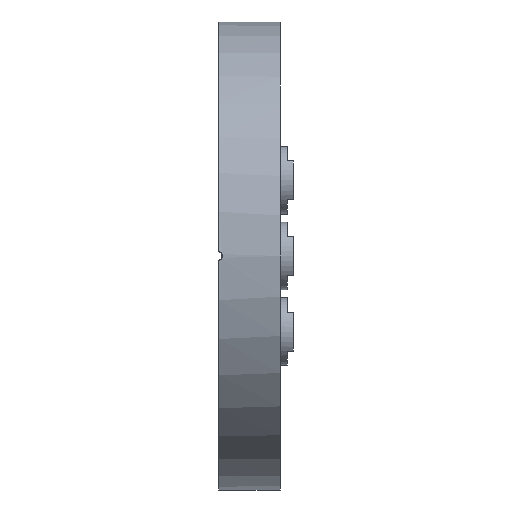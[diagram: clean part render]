
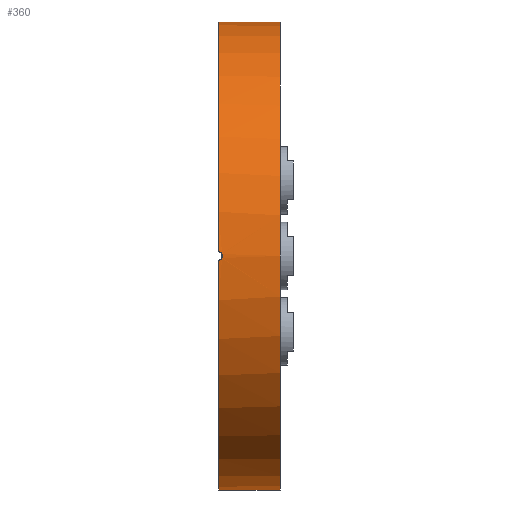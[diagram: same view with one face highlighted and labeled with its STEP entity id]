
A CAD part, left-side view. The second image highlights one B-rep face of the part: STEP entity #360.
In plain terms, the highlighted cylindrical face has radius 57.15 mm (diameter 114.3 mm), a partial arc.
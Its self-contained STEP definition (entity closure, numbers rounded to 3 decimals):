
#145 = CARTESIAN_POINT ( 'NONE',  ( -57.141, 0., 1. ) ) ;
#326 = ORIENTED_EDGE ( 'NONE', *, *, #1352, .T. ) ;
#360 = ADVANCED_FACE ( 'NONE', ( #2051 ), #3849, .T. ) ;
#447 = DIRECTION ( 'NONE',  ( 0., 1., 0. ) ) ;
#465 = CARTESIAN_POINT ( 'NONE',  ( -57.15, -1., -0.13 ) ) ;
#561 = DIRECTION ( 'NONE',  ( 0., 0., 1. ) ) ;
#674 = CARTESIAN_POINT ( 'NONE',  ( -57.143, -0.521, -0.893 ) ) ;
#1234 = VERTEX_POINT ( 'NONE', #145 ) ;
#1295 = VERTEX_POINT ( 'NONE', #9258 ) ;
#1352 = EDGE_CURVE ( 'NONE', #4619, #12148, #12149, .T. ) ;
#1600 = CARTESIAN_POINT ( 'NONE',  ( -57.148, -0.874, -0.503 ) ) ;
#2051 = FACE_OUTER_BOUND ( 'NONE', #8765, .T. ) ;
#2263 = ORIENTED_EDGE ( 'NONE', *, *, #7520, .F. ) ;
#2328 = CARTESIAN_POINT ( 'NONE',  ( -57.142, -0.262, 0.974 ) ) ;
#2487 = CARTESIAN_POINT ( 'NONE',  ( 0., -15., -57.15 ) ) ;
#2678 = CARTESIAN_POINT ( 'NONE',  ( -57.147, -0.801, -0.613 ) ) ;
#2933 = DIRECTION ( 'NONE',  ( 0., 1., 0. ) ) ;
#3232 = CARTESIAN_POINT ( 'NONE',  ( 0., -15., 0. ) ) ;
#3234 = EDGE_CURVE ( 'NONE', #9472, #12197, #12738, .T. ) ;
#3406 = CARTESIAN_POINT ( 'NONE',  ( -57.143, -0.504, 0.874 ) ) ;
#3849 = CYLINDRICAL_SURFACE ( 'NONE', #5428, 57.15 ) ;
#3919 = VECTOR ( 'NONE', #2933, 1000. ) ;
#4168 = DIRECTION ( 'NONE',  ( 0., 1., 0. ) ) ;
#4276 = CIRCLE ( 'NONE', #8723, 57.15 ) ;
#4341 = CIRCLE ( 'NONE', #11346, 57.15 ) ;
#4382 = CARTESIAN_POINT ( 'NONE',  ( 0., -15., -57.15 ) ) ;
#4619 = VERTEX_POINT ( 'NONE', #8202 ) ;
#4958 = CIRCLE ( 'NONE', #11537, 57.15 ) ;
#5148 = DIRECTION ( 'NONE',  ( 0., 0., 1. ) ) ;
#5319 = CARTESIAN_POINT ( 'NONE',  ( -57.147, -0.799, 0.615 ) ) ;
#5428 = AXIS2_PLACEMENT_3D ( 'NONE', #11083, #12016, #7885 ) ;
#5530 = CARTESIAN_POINT ( 'NONE',  ( -57.15, -1., 0.131 ) ) ;
#5597 = CARTESIAN_POINT ( 'NONE',  ( -57.141, -0.264, -1. ) ) ;
#5662 = CARTESIAN_POINT ( 'NONE',  ( 0., 0., 0. ) ) ;
#6043 = CARTESIAN_POINT ( 'NONE',  ( 0., -15., 57.15 ) ) ;
#6673 = DIRECTION ( 'NONE',  ( 0., 1., 0. ) ) ;
#7305 = CARTESIAN_POINT ( 'NONE',  ( -57.141, -0.132, 1. ) ) ;
#7520 = EDGE_CURVE ( 'NONE', #1234, #12148, #4276, .T. ) ;
#7797 = CARTESIAN_POINT ( 'NONE',  ( 0., 0., 0. ) ) ;
#7885 = DIRECTION ( 'NONE',  ( 0., 0., 1. ) ) ;
#8202 = CARTESIAN_POINT ( 'NONE',  ( 0., -15., 57.15 ) ) ;
#8220 = ORIENTED_EDGE ( 'NONE', *, *, #11460, .T. ) ;
#8636 = CARTESIAN_POINT ( 'NONE',  ( -57.15, -0.974, 0.263 ) ) ;
#8723 = AXIS2_PLACEMENT_3D ( 'NONE', #5662, #10972, #9711 ) ;
#8765 = EDGE_LOOP ( 'NONE', ( #12613, #8220, #326, #2263, #10449, #9337 ) ) ;
#8777 = CARTESIAN_POINT ( 'NONE',  ( -57.141, 0., -1. ) ) ;
#9258 = CARTESIAN_POINT ( 'NONE',  ( -57.141, 0., -1. ) ) ;
#9337 = ORIENTED_EDGE ( 'NONE', *, *, #10827, .F. ) ;
#9374 = B_SPLINE_CURVE_WITH_KNOTS ( 'NONE', 3,
 ( #12360, #7305, #2328, #3406, #11381, #5319, #11701, #8636, #5530, #465, #9715, #1600, #2678, #674, #5597, #8777 ),
 .UNSPECIFIED., .F., .F.,
 ( 4, 2, 2, 2, 2, 2, 2, 4 ),
 ( 0., 0., 0.001, 0.001, 0.002, 0.002, 0.002, 0.003 ),
 .UNSPECIFIED. ) ;
#9472 = VERTEX_POINT ( 'NONE', #2487 ) ;
#9711 = DIRECTION ( 'NONE',  ( 0., 0., 1. ) ) ;
#9715 = CARTESIAN_POINT ( 'NONE',  ( -57.15, -0.974, -0.261 ) ) ;
#9953 = EDGE_CURVE ( 'NONE', #1234, #1295, #9374, .T. ) ;
#10449 = ORIENTED_EDGE ( 'NONE', *, *, #9953, .T. ) ;
#10557 = CARTESIAN_POINT ( 'NONE',  ( 0., 0., 57.15 ) ) ;
#10827 = EDGE_CURVE ( 'NONE', #12197, #1295, #4341, .T. ) ;
#10972 = DIRECTION ( 'NONE',  ( 0., 1., 0. ) ) ;
#11083 = CARTESIAN_POINT ( 'NONE',  ( 0., -15., 0. ) ) ;
#11346 = AXIS2_PLACEMENT_3D ( 'NONE', #7797, #6673, #561 ) ;
#11381 = CARTESIAN_POINT ( 'NONE',  ( -57.144, -0.615, 0.799 ) ) ;
#11460 = EDGE_CURVE ( 'NONE', #9472, #4619, #4958, .T. ) ;
#11537 = AXIS2_PLACEMENT_3D ( 'NONE', #3232, #4168, #5148 ) ;
#11613 = CARTESIAN_POINT ( 'NONE',  ( 0., 0., -57.15 ) ) ;
#11701 = CARTESIAN_POINT ( 'NONE',  ( -57.148, -0.874, 0.503 ) ) ;
#12016 = DIRECTION ( 'NONE',  ( 0., 1., 0. ) ) ;
#12148 = VERTEX_POINT ( 'NONE', #10557 ) ;
#12149 = LINE ( 'NONE', #6043, #3919 ) ;
#12197 = VERTEX_POINT ( 'NONE', #11613 ) ;
#12360 = CARTESIAN_POINT ( 'NONE',  ( -57.141, 0., 1. ) ) ;
#12613 = ORIENTED_EDGE ( 'NONE', *, *, #3234, .F. ) ;
#12732 = VECTOR ( 'NONE', #447, 1000. ) ;
#12738 = LINE ( 'NONE', #4382, #12732 ) ;
